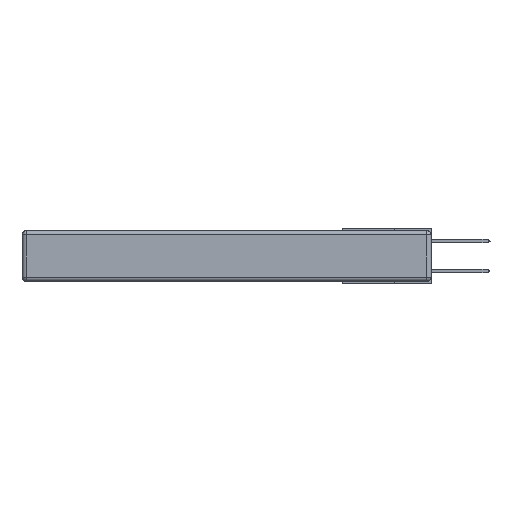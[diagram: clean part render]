
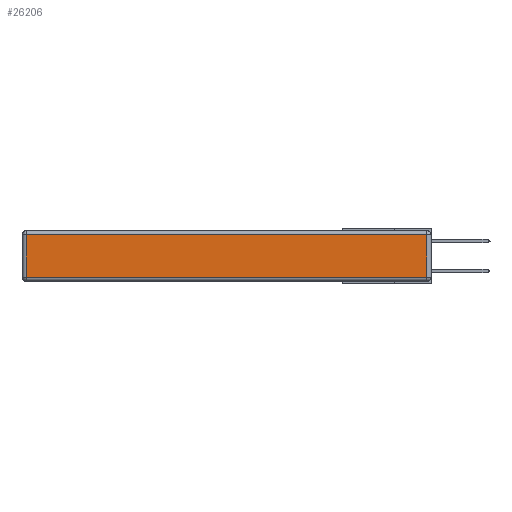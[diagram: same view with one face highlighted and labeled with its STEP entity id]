
A CAD part, left-side view. The second image highlights one B-rep face of the part: STEP entity #26206.
In plain terms, the highlighted planar face has unit normal (-1, 0, 0).
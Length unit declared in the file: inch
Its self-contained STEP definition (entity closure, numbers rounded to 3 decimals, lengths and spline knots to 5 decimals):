
#1152 = VECTOR ( 'NONE', #6803, 39.37008 ) ;
#1560 = CARTESIAN_POINT ( 'NONE',  ( 0., 0.03, -0.313 ) ) ;
#1720 = FACE_OUTER_BOUND ( 'NONE', #13436, .T. ) ;
#3533 = DIRECTION ( 'NONE',  ( 0., -1., 0. ) ) ;
#3542 = DIRECTION ( 'NONE',  ( -1., 0., 0. ) ) ;
#3559 = VECTOR ( 'NONE', #3533, 39.37008 ) ;
#4218 = DIRECTION ( 'NONE',  ( 0., 0., 1. ) ) ;
#4831 = LINE ( 'NONE', #5671, #3559 ) ;
#4972 = LINE ( 'NONE', #22395, #25013 ) ;
#5393 = DIRECTION ( 'NONE',  ( 0., 0., 1. ) ) ;
#5450 = VERTEX_POINT ( 'NONE', #16234 ) ;
#5671 = CARTESIAN_POINT ( 'NONE',  ( 0., 0., -0.313 ) ) ;
#6803 = DIRECTION ( 'NONE',  ( 0., 1., 0. ) ) ;
#7028 = ORIENTED_EDGE ( 'NONE', *, *, #16692, .T. ) ;
#7054 = CARTESIAN_POINT ( 'NONE',  ( 0., 0.03, -0.03 ) ) ;
#7143 = ORIENTED_EDGE ( 'NONE', *, *, #14950, .T. ) ;
#9003 = LINE ( 'NONE', #18686, #18549 ) ;
#12067 = DIRECTION ( 'NONE',  ( 0., 0., -1. ) ) ;
#13431 = EDGE_CURVE ( 'NONE', #14616, #21992, #19937, .T. ) ;
#13436 = EDGE_LOOP ( 'NONE', ( #7028, #7143, #26031, #23383 ) ) ;
#14616 = VERTEX_POINT ( 'NONE', #7054 ) ;
#14950 = EDGE_CURVE ( 'NONE', #22852, #14616, #9003, .T. ) ;
#15716 = CARTESIAN_POINT ( 'NONE',  ( 0., 0., -0.343 ) ) ;
#16234 = CARTESIAN_POINT ( 'NONE',  ( 0., 2.72, -0.313 ) ) ;
#16692 = EDGE_CURVE ( 'NONE', #5450, #22852, #4831, .T. ) ;
#16769 = CARTESIAN_POINT ( 'NONE',  ( 0., 2.75, -0.03 ) ) ;
#17574 = PLANE ( 'NONE',  #25444 ) ;
#18549 = VECTOR ( 'NONE', #4218, 39.37008 ) ;
#18686 = CARTESIAN_POINT ( 'NONE',  ( 0., 0.03, -0.343 ) ) ;
#19534 = EDGE_CURVE ( 'NONE', #21992, #5450, #4972, .T. ) ;
#19937 = LINE ( 'NONE', #16769, #1152 ) ;
#21421 = CARTESIAN_POINT ( 'NONE',  ( 0., 2.72, -0.03 ) ) ;
#21992 = VERTEX_POINT ( 'NONE', #21421 ) ;
#22395 = CARTESIAN_POINT ( 'NONE',  ( 0., 2.72, -0.343 ) ) ;
#22852 = VERTEX_POINT ( 'NONE', #1560 ) ;
#23383 = ORIENTED_EDGE ( 'NONE', *, *, #19534, .T. ) ;
#25013 = VECTOR ( 'NONE', #12067, 39.37008 ) ;
#25444 = AXIS2_PLACEMENT_3D ( 'NONE', #15716, #3542, #5393 ) ;
#26031 = ORIENTED_EDGE ( 'NONE', *, *, #13431, .T. ) ;
#26206 = ADVANCED_FACE ( 'NONE', ( #1720 ), #17574, .T. ) ;
